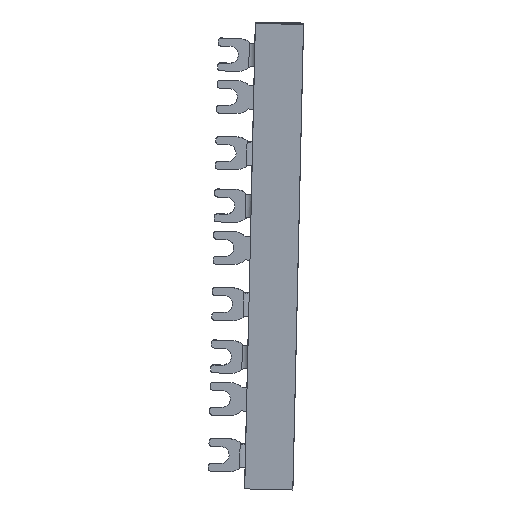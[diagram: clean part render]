
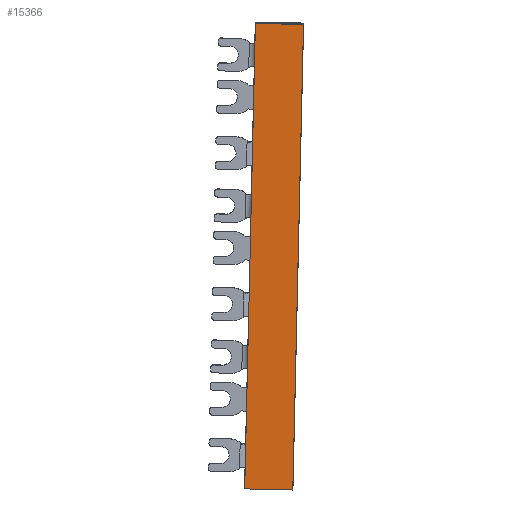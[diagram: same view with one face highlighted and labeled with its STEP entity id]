
A CAD part, left-side view. The second image highlights one B-rep face of the part: STEP entity #15366.
In plain terms, the highlighted face is planar.
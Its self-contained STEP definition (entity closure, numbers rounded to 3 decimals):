
#12605=DIRECTION('',(0.026,1.,0.));
#12606=VECTOR('',#12605,17.);
#12607=CARTESIAN_POINT('',(0.591,0.056,
290.355));
#12608=LINE('',#12607,#12606);
#12816=DIRECTION('',(0.,0.,-1.));
#12817=VECTOR('',#12816,164.617);
#12818=CARTESIAN_POINT('',(1.036,17.05,290.355));
#12819=LINE('',#12818,#12817);
#12823=DIRECTION('',(-0.026,-1.,0.));
#12824=VECTOR('',#12823,17.);
#12825=CARTESIAN_POINT('',(1.036,17.05,125.738));
#12826=LINE('',#12825,#12824);
#12830=DIRECTION('',(0.,0.,-1.));
#12831=VECTOR('',#12830,164.617);
#12832=CARTESIAN_POINT('',(0.591,0.056,
290.355));
#12833=LINE('',#12832,#12831);
#14599=CARTESIAN_POINT('',(0.591,0.056,
290.355));
#14600=VERTEX_POINT('',#14599);
#14601=CARTESIAN_POINT('',(1.036,17.05,290.355));
#14602=VERTEX_POINT('',#14601);
#14895=CARTESIAN_POINT('',(0.591,0.056,
125.738));
#14896=VERTEX_POINT('',#14895);
#14897=CARTESIAN_POINT('',(1.036,17.05,125.738));
#14898=VERTEX_POINT('',#14897);
#15354=CARTESIAN_POINT('',(0.589,-0.015,290.355));
#15355=DIRECTION('',(-1.,0.026,0.));
#15356=DIRECTION('',(-0.026,-1.,0.));
#15357=AXIS2_PLACEMENT_3D('',#15354,#15355,#15356);
#15358=PLANE('',#15357);
#15359=ORIENTED_EDGE('',*,*,#14962,.F.);
#15360=ORIENTED_EDGE('',*,*,#15342,.F.);
#15361=ORIENTED_EDGE('',*,*,#15150,.F.);
#15363=ORIENTED_EDGE('',*,*,#15362,.T.);
#15364=EDGE_LOOP('',(#15359,#15360,#15361,#15363));
#15365=FACE_OUTER_BOUND('',#15364,.F.);
#14962=EDGE_CURVE('',#14898,#14896,#12826,.T.);
#15150=EDGE_CURVE('',#14600,#14602,#12608,.T.);
#15342=EDGE_CURVE('',#14602,#14898,#12819,.T.);
#15362=EDGE_CURVE('',#14600,#14896,#12833,.T.);
#15366=ADVANCED_FACE('',(#15365),#15358,.T.);
